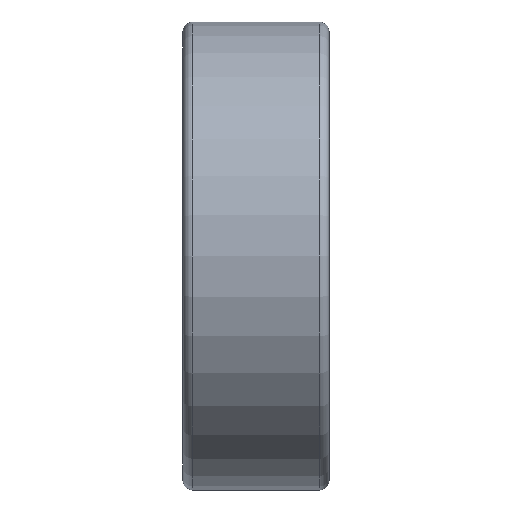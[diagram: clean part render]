
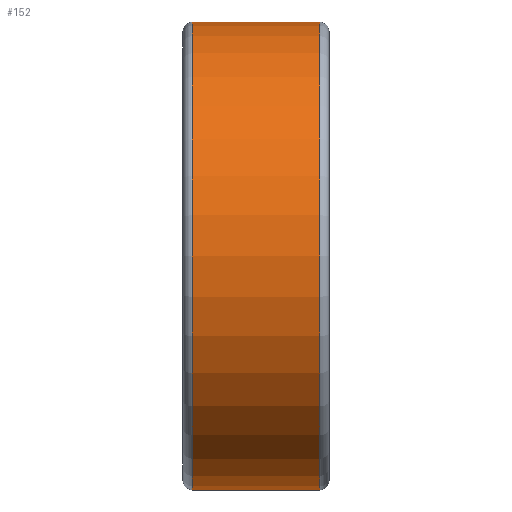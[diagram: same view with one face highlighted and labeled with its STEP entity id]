
A CAD part, left-side view. The second image highlights one B-rep face of the part: STEP entity #152.
In plain terms, the highlighted cylindrical face has radius 6.35 mm (diameter 12.7 mm), a partial arc.
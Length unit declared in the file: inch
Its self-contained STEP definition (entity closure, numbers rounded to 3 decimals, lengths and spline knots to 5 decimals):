
#5 = CARTESIAN_POINT ( 'NONE',  ( 0., 0.01, -0.25 ) ) ;
#43 = DIRECTION ( 'NONE',  ( 0., -1., 0. ) ) ;
#76 = DIRECTION ( 'NONE',  ( 0., -1., 0. ) ) ;
#78 = CARTESIAN_POINT ( 'NONE',  ( 0., 0., 0.25 ) ) ;
#84 = CARTESIAN_POINT ( 'NONE',  ( 0., 0., -0.25 ) ) ;
#86 = AXIS2_PLACEMENT_3D ( 'NONE', #140, #137, #134 ) ;
#90 = AXIS2_PLACEMENT_3D ( 'NONE', #154, #151, #148 ) ;
#101 = VERTEX_POINT ( 'NONE', #392 ) ;
#134 = DIRECTION ( 'NONE',  ( 0., 0., -1. ) ) ;
#137 = DIRECTION ( 'NONE',  ( 0., 1., 0. ) ) ;
#140 = CARTESIAN_POINT ( 'NONE',  ( 0., 0.01, 0. ) ) ;
#148 = DIRECTION ( 'NONE',  ( 0., 0., 1. ) ) ;
#151 = DIRECTION ( 'NONE',  ( 0., -1., 0. ) ) ;
#152 = ADVANCED_FACE ( 'NONE', ( #252 ), #640, .T. ) ;
#154 = CARTESIAN_POINT ( 'NONE',  ( 0., 0.146, 0. ) ) ;
#162 = AXIS2_PLACEMENT_3D ( 'NONE', #382, #470, #381 ) ;
#188 = ORIENTED_EDGE ( 'NONE', *, *, #224, .F. ) ;
#224 = EDGE_CURVE ( 'NONE', #525, #516, #605, .T. ) ;
#226 = EDGE_CURVE ( 'NONE', #101, #249, #594, .T. ) ;
#249 = VERTEX_POINT ( 'NONE', #5 ) ;
#252 = FACE_OUTER_BOUND ( 'NONE', #277, .T. ) ;
#277 = EDGE_LOOP ( 'NONE', ( #188, #375, #372, #324 ) ) ;
#299 = EDGE_CURVE ( 'NONE', #525, #101, #549, .T. ) ;
#301 = EDGE_CURVE ( 'NONE', #249, #516, #510, .T. ) ;
#324 = ORIENTED_EDGE ( 'NONE', *, *, #301, .T. ) ;
#372 = ORIENTED_EDGE ( 'NONE', *, *, #226, .T. ) ;
#375 = ORIENTED_EDGE ( 'NONE', *, *, #299, .T. ) ;
#381 = DIRECTION ( 'NONE',  ( 0., 0., -1. ) ) ;
#382 = CARTESIAN_POINT ( 'NONE',  ( 0., 0., 0. ) ) ;
#392 = CARTESIAN_POINT ( 'NONE',  ( 0., 0.146, -0.25 ) ) ;
#470 = DIRECTION ( 'NONE',  ( 0., -1., 0. ) ) ;
#490 = CARTESIAN_POINT ( 'NONE',  ( 0., 0.01, 0.25 ) ) ;
#510 = CIRCLE ( 'NONE', #86, 0.25 ) ;
#516 = VERTEX_POINT ( 'NONE', #490 ) ;
#525 = VERTEX_POINT ( 'NONE', #545 ) ;
#545 = CARTESIAN_POINT ( 'NONE',  ( 0., 0.146, 0.25 ) ) ;
#549 = CIRCLE ( 'NONE', #90, 0.25 ) ;
#588 = VECTOR ( 'NONE', #76, 39.37008 ) ;
#593 = VECTOR ( 'NONE', #43, 39.37008 ) ;
#594 = LINE ( 'NONE', #84, #588 ) ;
#605 = LINE ( 'NONE', #78, #593 ) ;
#640 = CYLINDRICAL_SURFACE ( 'NONE', #162, 0.25 ) ;
